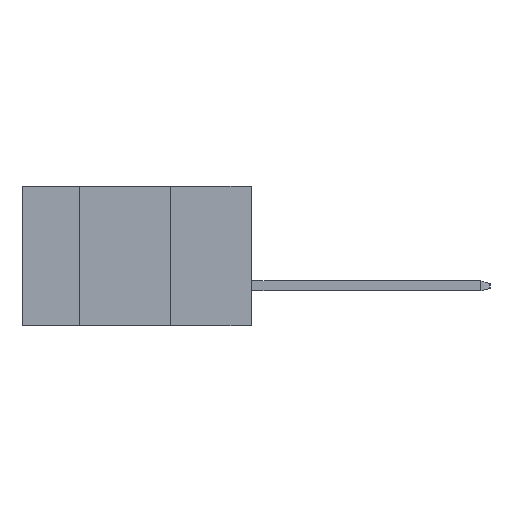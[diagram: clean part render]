
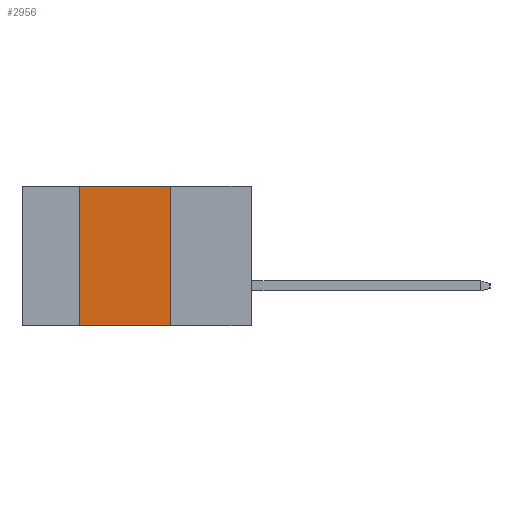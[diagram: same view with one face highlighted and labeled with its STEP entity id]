
A CAD part, left-side view. The second image highlights one B-rep face of the part: STEP entity #2956.
In plain terms, the highlighted planar face has unit normal (-1, 0, 0).
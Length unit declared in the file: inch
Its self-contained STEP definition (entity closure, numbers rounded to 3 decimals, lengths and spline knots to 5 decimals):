
#92 = CARTESIAN_POINT ( 'NONE',  ( 0., 0.254, 0. ) ) ;
#589 = VECTOR ( 'NONE', #5274, 39.37008 ) ;
#665 = EDGE_CURVE ( 'NONE', #10856, #6288, #2637, .T. ) ;
#1483 = FACE_OUTER_BOUND ( 'NONE', #5821, .T. ) ;
#1712 = ORIENTED_EDGE ( 'NONE', *, *, #4133, .F. ) ;
#1777 = VERTEX_POINT ( 'NONE', #8046 ) ;
#1910 = VECTOR ( 'NONE', #4426, 39.37008 ) ;
#2124 = DIRECTION ( 'NONE',  ( 0., -1., 0. ) ) ;
#2479 = DIRECTION ( 'NONE',  ( 1., 0., 0. ) ) ;
#2637 = LINE ( 'NONE', #7862, #1910 ) ;
#2650 = ORIENTED_EDGE ( 'NONE', *, *, #665, .F. ) ;
#2956 = ADVANCED_FACE ( 'NONE', ( #1483 ), #6867, .F. ) ;
#2994 = VERTEX_POINT ( 'NONE', #8632 ) ;
#3406 = VECTOR ( 'NONE', #3760, 39.37008 ) ;
#3714 = EDGE_CURVE ( 'NONE', #2994, #6288, #3822, .T. ) ;
#3760 = DIRECTION ( 'NONE',  ( 0., -1., 0. ) ) ;
#3822 = LINE ( 'NONE', #7484, #3406 ) ;
#4133 = EDGE_CURVE ( 'NONE', #1777, #10856, #9200, .T. ) ;
#4240 = VECTOR ( 'NONE', #2124, 39.37008 ) ;
#4426 = DIRECTION ( 'NONE',  ( 0., 0., -1. ) ) ;
#4528 = LINE ( 'NONE', #10383, #589 ) ;
#5274 = DIRECTION ( 'NONE',  ( 0., 0., 1. ) ) ;
#5561 = CARTESIAN_POINT ( 'NONE',  ( 0., 0.254, -0.437 ) ) ;
#5821 = EDGE_LOOP ( 'NONE', ( #2650, #1712, #11136, #5827 ) ) ;
#5827 = ORIENTED_EDGE ( 'NONE', *, *, #3714, .T. ) ;
#6187 = EDGE_CURVE ( 'NONE', #2994, #1777, #4528, .T. ) ;
#6288 = VERTEX_POINT ( 'NONE', #5561 ) ;
#6661 = AXIS2_PLACEMENT_3D ( 'NONE', #7492, #2479, #6700 ) ;
#6700 = DIRECTION ( 'NONE',  ( 0., 0., -1. ) ) ;
#6867 = PLANE ( 'NONE',  #6661 ) ;
#7484 = CARTESIAN_POINT ( 'NONE',  ( 0., 0.72, -0.437 ) ) ;
#7492 = CARTESIAN_POINT ( 'NONE',  ( 0., 0.72, 0. ) ) ;
#7862 = CARTESIAN_POINT ( 'NONE',  ( 0., 0.254, -0.437 ) ) ;
#8046 = CARTESIAN_POINT ( 'NONE',  ( 0., 0.54, 0. ) ) ;
#8274 = CARTESIAN_POINT ( 'NONE',  ( 0., 0.72, 0. ) ) ;
#8632 = CARTESIAN_POINT ( 'NONE',  ( 0., 0.54, -0.437 ) ) ;
#9200 = LINE ( 'NONE', #8274, #4240 ) ;
#10383 = CARTESIAN_POINT ( 'NONE',  ( 0., 0.54, -0.437 ) ) ;
#10856 = VERTEX_POINT ( 'NONE', #92 ) ;
#11136 = ORIENTED_EDGE ( 'NONE', *, *, #6187, .F. ) ;
